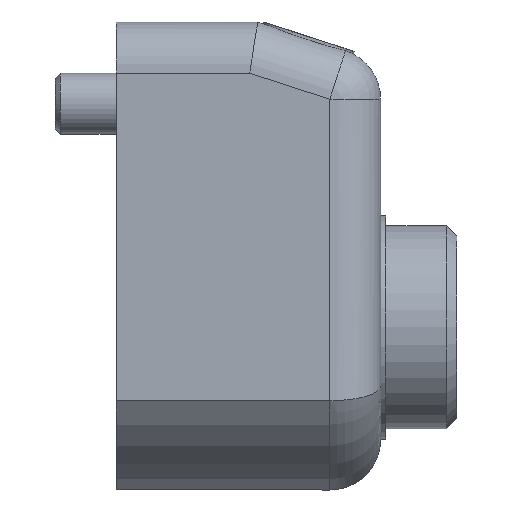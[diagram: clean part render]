
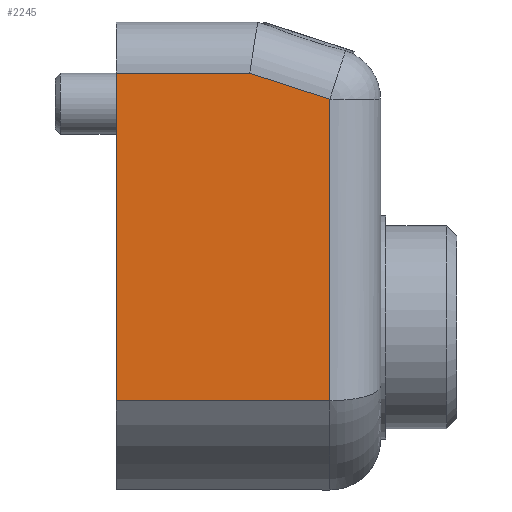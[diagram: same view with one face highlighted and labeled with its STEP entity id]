
A CAD part, left-side view. The second image highlights one B-rep face of the part: STEP entity #2245.
In plain terms, the highlighted planar face has unit normal (-1, 0, 0).
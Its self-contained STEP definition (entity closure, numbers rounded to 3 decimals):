
#235=ORIENTED_EDGE('',*,*,#672,.F.);
#236=ORIENTED_EDGE('',*,*,#673,.F.);
#237=ORIENTED_EDGE('',*,*,#674,.T.);
#238=ORIENTED_EDGE('',*,*,#675,.F.);
#239=ORIENTED_EDGE('',*,*,#676,.T.);
#672=EDGE_CURVE('',#888,#889,#1013,.T.);
#673=EDGE_CURVE('',#890,#888,#1014,.T.);
#674=EDGE_CURVE('',#890,#891,#1015,.T.);
#675=EDGE_CURVE('',#892,#891,#1016,.T.);
#676=EDGE_CURVE('',#892,#889,#1017,.T.);
#888=VERTEX_POINT('',#3172);
#889=VERTEX_POINT('',#3173);
#890=VERTEX_POINT('',#3175);
#891=VERTEX_POINT('',#3177);
#892=VERTEX_POINT('',#3179);
#1013=LINE('',#3171,#1147);
#1014=LINE('',#3174,#1148);
#1015=LINE('',#3176,#1149);
#1016=LINE('',#3178,#1150);
#1017=LINE('',#3180,#1151);
#1147=VECTOR('',#2585,1000.);
#1148=VECTOR('',#2586,1000.);
#1149=VECTOR('',#2587,1000.);
#1150=VECTOR('',#2588,1000.);
#1151=VECTOR('',#2589,1000.);
#1252=EDGE_LOOP('',(#235,#236,#237,#238,#239));
#1380=FACE_BOUND('',#1252,.T.);
#1497=PLANE('',#2367);
#2245=ADVANCED_FACE('',(#1380),#1497,.T.);
#2367=AXIS2_PLACEMENT_3D('',#3170,#2583,#2584);
#2583=DIRECTION('',(-1.,0.,0.));
#2584=DIRECTION('',(0.,-1.,0.));
#2585=DIRECTION('',(0.,-1.,0.));
#2586=DIRECTION('',(0.,0.,1.));
#2587=DIRECTION('',(0.,-1.,0.));
#2588=DIRECTION('',(0.,0.,-1.));
#2589=DIRECTION('',(0.,0.951,0.309));
#3170=CARTESIAN_POINT('',(10.184,19.302,81.698));
#3171=CARTESIAN_POINT('',(10.184,-22.382,47.8));
#3172=CARTESIAN_POINT('',(10.184,-9.2,47.8));
#3173=CARTESIAN_POINT('',(10.184,-22.319,47.8));
#3174=CARTESIAN_POINT('',(10.184,-9.2,40.014));
#3175=CARTESIAN_POINT('',(10.184,-9.2,15.594));
#3176=CARTESIAN_POINT('',(10.184,-22.2,15.594));
#3177=CARTESIAN_POINT('',(10.184,-30.2,15.594));
#3178=CARTESIAN_POINT('',(10.184,-30.2,40.014));
#3179=CARTESIAN_POINT('',(10.184,-30.2,45.239));
#3180=CARTESIAN_POINT('',(10.184,-30.2,45.239));
